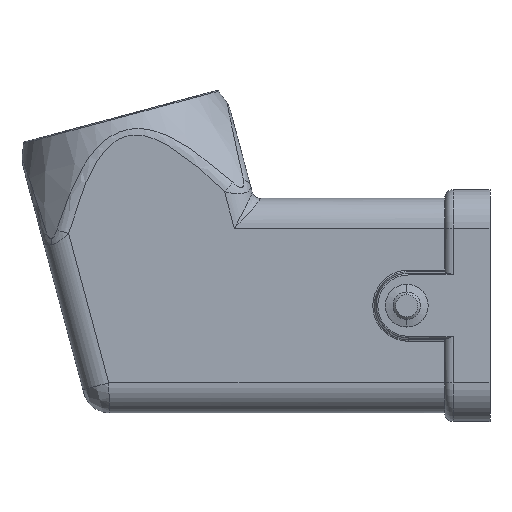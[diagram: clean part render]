
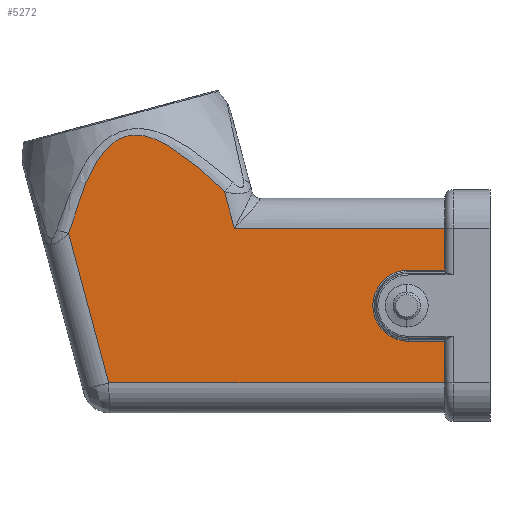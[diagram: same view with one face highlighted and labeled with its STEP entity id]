
A CAD part, left-side view. The second image highlights one B-rep face of the part: STEP entity #5272.
In plain terms, the highlighted planar face has unit normal (-1, 0, 0).
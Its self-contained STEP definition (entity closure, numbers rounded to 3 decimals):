
#654=DIRECTION('',(0.,1.,0.));
#655=VECTOR('',#654,24.488);
#656=CARTESIAN_POINT('',(-12.5,5.3,9.));
#657=LINE('',#656,#655);
#686=CARTESIAN_POINT('',(-12.5,29.788,9.));
#692=CARTESIAN_POINT('',(-12.5,49.098,8.425));
#693=CARTESIAN_POINT('',(-12.5,48.791,9.54));
#694=CARTESIAN_POINT('',(-12.5,48.128,11.754));
#695=CARTESIAN_POINT('',(-12.5,47.104,14.443));
#696=CARTESIAN_POINT('',(-12.5,46.059,16.474));
#697=CARTESIAN_POINT('',(-12.5,45.11,17.885));
#698=CARTESIAN_POINT('',(-12.5,43.922,19.083));
#699=CARTESIAN_POINT('',(-12.5,42.425,19.842));
#700=CARTESIAN_POINT('',(-12.5,40.749,19.933));
#701=CARTESIAN_POINT('',(-12.5,39.121,19.49));
#702=CARTESIAN_POINT('',(-12.5,37.594,18.742));
#703=CARTESIAN_POINT('',(-12.5,35.674,17.506));
#704=CARTESIAN_POINT('',(-12.5,33.442,15.689));
#705=CARTESIAN_POINT('',(-12.5,31.761,14.103));
#706=CARTESIAN_POINT('',(-12.5,30.938,13.291));
#708=DIRECTION('',(0.,-0.259,-0.966));
#709=VECTOR('',#708,4.442);
#710=CARTESIAN_POINT('',(-12.5,30.938,13.291));
#711=LINE('',#710,#709);
#712=CARTESIAN_POINT('',(-12.5,9.5,0.));
#713=DIRECTION('',(-1.,0.,0.));
#714=DIRECTION('',(0.,0.,1.));
#715=AXIS2_PLACEMENT_3D('',#712,#713,#714);
#717=CARTESIAN_POINT('',(-12.5,9.5,0.));
#718=DIRECTION('',(-1.,0.,0.));
#719=DIRECTION('',(0.,1.,0.));
#720=AXIS2_PLACEMENT_3D('',#717,#718,#719);
#722=DIRECTION('',(0.,0.259,0.966));
#723=VECTOR('',#722,18.04);
#724=CARTESIAN_POINT('',(-12.5,44.429,-9.));
#725=LINE('',#724,#723);
#748=CARTESIAN_POINT('',(-12.5,49.098,8.425));
#839=DIRECTION('',(0.,-1.,0.));
#840=VECTOR('',#839,39.129);
#841=CARTESIAN_POINT('',(-12.5,44.429,-9.));
#842=LINE('',#841,#840);
#867=DIRECTION('',(0.,0.,1.));
#868=VECTOR('',#867,4.847);
#869=CARTESIAN_POINT('',(-12.5,5.3,-9.));
#870=LINE('',#869,#868);
#893=DIRECTION('',(0.,1.,0.));
#894=VECTOR('',#893,4.2);
#895=CARTESIAN_POINT('',(-12.5,5.3,-4.153));
#896=LINE('',#895,#894);
#977=DIRECTION('',(0.,0.,1.));
#978=VECTOR('',#977,4.847);
#979=CARTESIAN_POINT('',(-12.5,5.3,4.153));
#980=LINE('',#979,#978);
#1022=CARTESIAN_POINT('',(-12.5,9.5,
-4.153));
#1023=CARTESIAN_POINT('',(-12.5,9.513,
-4.153));
#1024=CARTESIAN_POINT('',(-12.5,9.54,
-4.152));
#1025=CARTESIAN_POINT('',(-12.5,9.582,
-4.153));
#1026=CARTESIAN_POINT('',(-12.5,9.604,
-4.152));
#1027=CARTESIAN_POINT('',(-12.5,9.614,
-4.152));
#1044=DIRECTION('',(0.,-1.,0.));
#1045=VECTOR('',#1044,4.2);
#1046=CARTESIAN_POINT('',(-12.5,9.5,4.153));
#1047=LINE('',#1046,#1045);
#1299=CARTESIAN_POINT('',(-12.5,30.938,13.291));
#3424=VERTEX_POINT('',#1299);
#3426=VERTEX_POINT('',#686);
#3487=VERTEX_POINT('',#748);
#3488=CARTESIAN_POINT('',(-12.5,44.429,
-9.));
#3489=VERTEX_POINT('',#3488);
#3492=CARTESIAN_POINT('',(-12.5,5.3,9.));
#3493=VERTEX_POINT('',#3492);
#3494=CARTESIAN_POINT('',(-12.5,5.3,4.153));
#3495=VERTEX_POINT('',#3494);
#3496=CARTESIAN_POINT('',(-12.5,9.5,4.153));
#3497=VERTEX_POINT('',#3496);
#3498=CARTESIAN_POINT('',(-12.5,13.653,0.));
#3499=VERTEX_POINT('',#3498);
#3500=CARTESIAN_POINT('',(-12.5,9.614,-4.152));
#3501=VERTEX_POINT('',#3500);
#3502=VERTEX_POINT('',#1022);
#3503=CARTESIAN_POINT('',(-12.5,5.3,
-4.153));
#3504=VERTEX_POINT('',#3503);
#3505=CARTESIAN_POINT('',(-12.5,5.3,
-9.));
#3506=VERTEX_POINT('',#3505);
#5243=CARTESIAN_POINT('',(-12.5,5.3,-9.));
#5244=DIRECTION('',(-1.,0.,0.));
#5245=DIRECTION('',(0.,0.,1.));
#5246=AXIS2_PLACEMENT_3D('',#5243,#5244,#5245);
#5247=PLANE('',#5246);
#5249=ORIENTED_EDGE('',*,*,#5248,.T.);
#5250=ORIENTED_EDGE('',*,*,#5234,.T.);
#5251=ORIENTED_EDGE('',*,*,#5167,.F.);
#5253=ORIENTED_EDGE('',*,*,#5252,.F.);
#5255=ORIENTED_EDGE('',*,*,#5254,.F.);
#5257=ORIENTED_EDGE('',*,*,#5256,.T.);
#5259=ORIENTED_EDGE('',*,*,#5258,.T.);
#5261=ORIENTED_EDGE('',*,*,#5260,.F.);
#5263=ORIENTED_EDGE('',*,*,#5262,.F.);
#5265=ORIENTED_EDGE('',*,*,#5264,.F.);
#5267=ORIENTED_EDGE('',*,*,#5266,.F.);
#5269=ORIENTED_EDGE('',*,*,#5268,.T.);
#5270=EDGE_LOOP('',(#5249,#5250,#5251,#5253,#5255,#5257,#5259,#5261,#5263,#5265,
#5267,#5269));
#5271=FACE_OUTER_BOUND('',#5270,.F.);
#5272=ADVANCED_FACE('',(#5271),#5247,.T.);
#707=B_SPLINE_CURVE_WITH_KNOTS('',3,(#692,#693,#694,#695,#696,#697,#698,#699,
#700,#701,#702,#703,#704,#705,#706),.UNSPECIFIED.,.F.,.F.,(4,1,1,1,1,1,1,1,1,1,
1,1,4),(0.,0.125,0.25,0.313,0.375,0.438,0.5,0.563,0.625,
0.688,0.75,0.875,1.),.UNSPECIFIED.);
#716=CIRCLE('',#715,4.153);
#721=CIRCLE('',#720,4.153);
#1028=B_SPLINE_CURVE_WITH_KNOTS('',3,(#1022,#1023,#1024,#1025,#1026,#1027),
.UNSPECIFIED.,.F.,.F.,(4,1,1,4),(0.,0.333,0.667,1.),
.UNSPECIFIED.);
#5167=EDGE_CURVE('',#3493,#3426,#657,.T.);
#5234=EDGE_CURVE('',#3424,#3426,#711,.T.);
#5248=EDGE_CURVE('',#3487,#3424,#707,.T.);
#5252=EDGE_CURVE('',#3495,#3493,#980,.T.);
#5254=EDGE_CURVE('',#3497,#3495,#1047,.T.);
#5256=EDGE_CURVE('',#3497,#3499,#716,.T.);
#5258=EDGE_CURVE('',#3499,#3501,#721,.T.);
#5260=EDGE_CURVE('',#3502,#3501,#1028,.T.);
#5262=EDGE_CURVE('',#3504,#3502,#896,.T.);
#5264=EDGE_CURVE('',#3506,#3504,#870,.T.);
#5266=EDGE_CURVE('',#3489,#3506,#842,.T.);
#5268=EDGE_CURVE('',#3489,#3487,#725,.T.);
